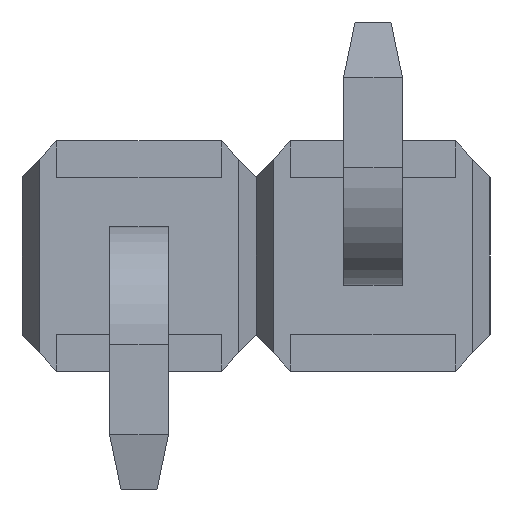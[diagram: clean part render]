
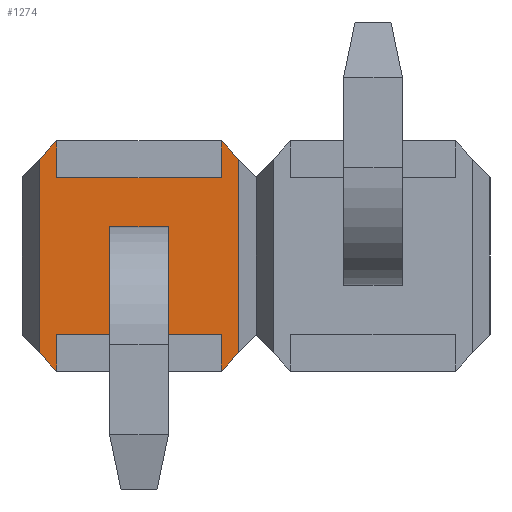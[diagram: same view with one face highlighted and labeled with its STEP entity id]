
A CAD part, front view. The second image highlights one B-rep face of the part: STEP entity #1274.
In plain terms, the highlighted planar face has unit normal (0, -1, 0).
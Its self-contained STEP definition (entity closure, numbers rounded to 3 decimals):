
#1 = EDGE_CURVE ( 'NONE', #431, #1001, #3097, .T. ) ;
#4 = VERTEX_POINT ( 'NONE', #2997 ) ;
#26 = ORIENTED_EDGE ( 'NONE', *, *, #1865, .F. ) ;
#56 = ORIENTED_EDGE ( 'NONE', *, *, #2083, .F. ) ;
#68 = CARTESIAN_POINT ( 'NONE',  ( -2.54, 0.4, -0.85 ) ) ;
#71 = EDGE_CURVE ( 'NONE', #3171, #3983, #879, .T. ) ;
#95 = CARTESIAN_POINT ( 'NONE',  ( -0.375, 0.4, 1.25 ) ) ;
#136 = VECTOR ( 'NONE', #1767, 1000. ) ;
#180 = VECTOR ( 'NONE', #3599, 1000. ) ;
#183 = CARTESIAN_POINT ( 'NONE',  ( -0.95, 0.4, -0.32 ) ) ;
#195 = ORIENTED_EDGE ( 'NONE', *, *, #246, .T. ) ;
#205 = FACE_OUTER_BOUND ( 'NONE', #3123, .T. ) ;
#213 = LINE ( 'NONE', #564, #792 ) ;
#214 = CARTESIAN_POINT ( 'NONE',  ( 2.54, 0.4, 0.849 ) ) ;
#246 = EDGE_CURVE ( 'NONE', #300, #2118, #1167, .T. ) ;
#254 = CARTESIAN_POINT ( 'NONE',  ( -0.95, 0.4, 0.32 ) ) ;
#300 = VERTEX_POINT ( 'NONE', #1313 ) ;
#301 = CARTESIAN_POINT ( 'NONE',  ( -0.188, 0.4, 1.05 ) ) ;
#305 = CARTESIAN_POINT ( 'NONE',  ( -2.54, 0.4, 0.85 ) ) ;
#306 = VERTEX_POINT ( 'NONE', #1950 ) ;
#431 = VERTEX_POINT ( 'NONE', #3055 ) ;
#482 = VECTOR ( 'NONE', #2169, 1000. ) ;
#527 = CARTESIAN_POINT ( 'NONE',  ( -2.165, 0.4, -2.54 ) ) ;
#534 = ORIENTED_EDGE ( 'NONE', *, *, #71, .F. ) ;
#553 = VECTOR ( 'NONE', #2981, 1000. ) ;
#564 = CARTESIAN_POINT ( 'NONE',  ( -0.375, 0.4, -2.54 ) ) ;
#575 = DIRECTION ( 'NONE',  ( 0., 0., 1. ) ) ;
#647 = CARTESIAN_POINT ( 'NONE',  ( -2.165, 0.4, 0.849 ) ) ;
#681 = ORIENTED_EDGE ( 'NONE', *, *, #2139, .F. ) ;
#700 = EDGE_CURVE ( 'NONE', #306, #925, #2935, .T. ) ;
#792 = VECTOR ( 'NONE', #3701, 1000. ) ;
#795 = VERTEX_POINT ( 'NONE', #3872 ) ;
#875 = EDGE_CURVE ( 'NONE', #3171, #1847, #2558, .T. ) ;
#879 = LINE ( 'NONE', #305, #1507 ) ;
#898 = VERTEX_POINT ( 'NONE', #2090 ) ;
#906 = DIRECTION ( 'NONE',  ( 0., 0., -1. ) ) ;
#925 = VERTEX_POINT ( 'NONE', #1473 ) ;
#942 = ORIENTED_EDGE ( 'NONE', *, *, #875, .T. ) ;
#943 = VECTOR ( 'NONE', #3771, 1000. ) ;
#1001 = VERTEX_POINT ( 'NONE', #647 ) ;
#1037 = DIRECTION ( 'NONE',  ( 0., 1., 0. ) ) ;
#1043 = CARTESIAN_POINT ( 'NONE',  ( -2.165, 0.4, -1.25 ) ) ;
#1047 = DIRECTION ( 'NONE',  ( 0., 0., 1. ) ) ;
#1049 = CARTESIAN_POINT ( 'NONE',  ( -0.95, 0.4, 0.32 ) ) ;
#1054 = CARTESIAN_POINT ( 'NONE',  ( -0.95, 0.4, -0.32 ) ) ;
#1064 = CARTESIAN_POINT ( 'NONE',  ( -0.375, 0.4, -1.25 ) ) ;
#1101 = CARTESIAN_POINT ( 'NONE',  ( -2.165, 0.4, -2.54 ) ) ;
#1167 = LINE ( 'NONE', #1935, #2900 ) ;
#1189 = EDGE_CURVE ( 'NONE', #3374, #1847, #1872, .T. ) ;
#1274 = ADVANCED_FACE ( 'NONE', ( #2829, #205 ), #2531, .F. ) ;
#1292 = VERTEX_POINT ( 'NONE', #1054 ) ;
#1301 = LINE ( 'NONE', #1064, #3995 ) ;
#1313 = CARTESIAN_POINT ( 'NONE',  ( -0.188, 0.4, -1.05 ) ) ;
#1343 = ORIENTED_EDGE ( 'NONE', *, *, #3412, .T. ) ;
#1359 = CARTESIAN_POINT ( 'NONE',  ( 2.54, 0.4, -0.849 ) ) ;
#1457 = CARTESIAN_POINT ( 'NONE',  ( -2.353, 0.4, -2.54 ) ) ;
#1470 = EDGE_LOOP ( 'NONE', ( #26, #3350, #3235, #3974 ) ) ;
#1473 = CARTESIAN_POINT ( 'NONE',  ( -0.375, 0.4, -0.849 ) ) ;
#1507 = VECTOR ( 'NONE', #2483, 1000. ) ;
#1731 = VECTOR ( 'NONE', #3976, 1000. ) ;
#1767 = DIRECTION ( 'NONE',  ( 0., 0., 1. ) ) ;
#1847 = VERTEX_POINT ( 'NONE', #3226 ) ;
#1865 = EDGE_CURVE ( 'NONE', #898, #4, #3909, .T. ) ;
#1872 = LINE ( 'NONE', #68, #943 ) ;
#1883 = LINE ( 'NONE', #2135, #2092 ) ;
#1935 = CARTESIAN_POINT ( 'NONE',  ( -0.187, 0.4, -2.54 ) ) ;
#1950 = CARTESIAN_POINT ( 'NONE',  ( -0.375, 0.4, -1.25 ) ) ;
#1959 = LINE ( 'NONE', #527, #136 ) ;
#1988 = ORIENTED_EDGE ( 'NONE', *, *, #3333, .F. ) ;
#2083 = EDGE_CURVE ( 'NONE', #3246, #2118, #2200, .T. ) ;
#2090 = CARTESIAN_POINT ( 'NONE',  ( -0.95, 0.4, 0.32 ) ) ;
#2092 = VECTOR ( 'NONE', #906, 1000. ) ;
#2118 = VERTEX_POINT ( 'NONE', #301 ) ;
#2130 = LINE ( 'NONE', #183, #553 ) ;
#2135 = CARTESIAN_POINT ( 'NONE',  ( -1.59, 0.4, 0.32 ) ) ;
#2139 = EDGE_CURVE ( 'NONE', #431, #3246, #213, .T. ) ;
#2169 = DIRECTION ( 'NONE',  ( 0.684, 0., -0.73 ) ) ;
#2182 = CARTESIAN_POINT ( 'NONE',  ( -0.375, 0.4, 1.25 ) ) ;
#2194 = VECTOR ( 'NONE', #3514, 1000. ) ;
#2200 = LINE ( 'NONE', #2182, #482 ) ;
#2212 = VECTOR ( 'NONE', #3518, 1000. ) ;
#2258 = EDGE_CURVE ( 'NONE', #3130, #1292, #2130, .T. ) ;
#2260 = CARTESIAN_POINT ( 'NONE',  ( -0.375, 0.4, -2.54 ) ) ;
#2268 = CARTESIAN_POINT ( 'NONE',  ( -2.353, 0.4, 1.05 ) ) ;
#2483 = DIRECTION ( 'NONE',  ( 0.684, 0., 0.73 ) ) ;
#2531 = PLANE ( 'NONE',  #3836 ) ;
#2558 = LINE ( 'NONE', #1457, #1731 ) ;
#2564 = DIRECTION ( 'NONE',  ( 0., 0., 1. ) ) ;
#2664 = VECTOR ( 'NONE', #3310, 1000. ) ;
#2758 = VECTOR ( 'NONE', #2564, 1000. ) ;
#2770 = CARTESIAN_POINT ( 'NONE',  ( -1.59, 0.4, -0.32 ) ) ;
#2783 = CARTESIAN_POINT ( 'NONE',  ( -2.165, 0.4, 1.25 ) ) ;
#2793 = ORIENTED_EDGE ( 'NONE', *, *, #3717, .F. ) ;
#2829 = FACE_BOUND ( 'NONE', #1470, .T. ) ;
#2870 = EDGE_CURVE ( 'NONE', #1001, #3983, #1959, .T. ) ;
#2900 = VECTOR ( 'NONE', #1047, 1000. ) ;
#2917 = ORIENTED_EDGE ( 'NONE', *, *, #1, .T. ) ;
#2935 = LINE ( 'NONE', #2260, #2758 ) ;
#2981 = DIRECTION ( 'NONE',  ( 1., 0., 0. ) ) ;
#2997 = CARTESIAN_POINT ( 'NONE',  ( -1.59, 0.4, 0.32 ) ) ;
#3055 = CARTESIAN_POINT ( 'NONE',  ( -0.375, 0.4, 0.849 ) ) ;
#3097 = LINE ( 'NONE', #214, #180 ) ;
#3110 = ORIENTED_EDGE ( 'NONE', *, *, #700, .F. ) ;
#3123 = EDGE_LOOP ( 'NONE', ( #534, #942, #3565, #1343, #1988, #3110, #2793, #195, #56, #681, #2917, #3291 ) ) ;
#3130 = VERTEX_POINT ( 'NONE', #2770 ) ;
#3171 = VERTEX_POINT ( 'NONE', #2268 ) ;
#3199 = DIRECTION ( 'NONE',  ( 0., 0., 1. ) ) ;
#3226 = CARTESIAN_POINT ( 'NONE',  ( -2.353, 0.4, -1.05 ) ) ;
#3235 = ORIENTED_EDGE ( 'NONE', *, *, #2258, .F. ) ;
#3242 = DIRECTION ( 'NONE',  ( -0.684, 0., -0.73 ) ) ;
#3246 = VERTEX_POINT ( 'NONE', #95 ) ;
#3291 = ORIENTED_EDGE ( 'NONE', *, *, #2870, .T. ) ;
#3310 = DIRECTION ( 'NONE',  ( 0., 0., 1. ) ) ;
#3333 = EDGE_CURVE ( 'NONE', #925, #795, #3624, .T. ) ;
#3350 = ORIENTED_EDGE ( 'NONE', *, *, #3509, .F. ) ;
#3374 = VERTEX_POINT ( 'NONE', #1043 ) ;
#3412 = EDGE_CURVE ( 'NONE', #3374, #795, #3431, .T. ) ;
#3431 = LINE ( 'NONE', #1101, #2664 ) ;
#3497 = CARTESIAN_POINT ( 'NONE',  ( -2.54, 0.4, -2.54 ) ) ;
#3509 = EDGE_CURVE ( 'NONE', #1292, #898, #3835, .T. ) ;
#3514 = DIRECTION ( 'NONE',  ( -1., 0., 0. ) ) ;
#3518 = DIRECTION ( 'NONE',  ( -1., 0., 0. ) ) ;
#3565 = ORIENTED_EDGE ( 'NONE', *, *, #1189, .F. ) ;
#3599 = DIRECTION ( 'NONE',  ( -1., 0., 0. ) ) ;
#3624 = LINE ( 'NONE', #1359, #2194 ) ;
#3701 = DIRECTION ( 'NONE',  ( 0., 0., 1. ) ) ;
#3717 = EDGE_CURVE ( 'NONE', #300, #306, #1301, .T. ) ;
#3771 = DIRECTION ( 'NONE',  ( -0.684, 0., 0.73 ) ) ;
#3835 = LINE ( 'NONE', #254, #3889 ) ;
#3836 = AXIS2_PLACEMENT_3D ( 'NONE', #3497, #1037, #3199 ) ;
#3872 = CARTESIAN_POINT ( 'NONE',  ( -2.165, 0.4, -0.849 ) ) ;
#3889 = VECTOR ( 'NONE', #575, 1000. ) ;
#3909 = LINE ( 'NONE', #1049, #2212 ) ;
#3926 = EDGE_CURVE ( 'NONE', #4, #3130, #1883, .T. ) ;
#3974 = ORIENTED_EDGE ( 'NONE', *, *, #3926, .F. ) ;
#3976 = DIRECTION ( 'NONE',  ( 0., 0., -1. ) ) ;
#3983 = VERTEX_POINT ( 'NONE', #2783 ) ;
#3995 = VECTOR ( 'NONE', #3242, 1000. ) ;
